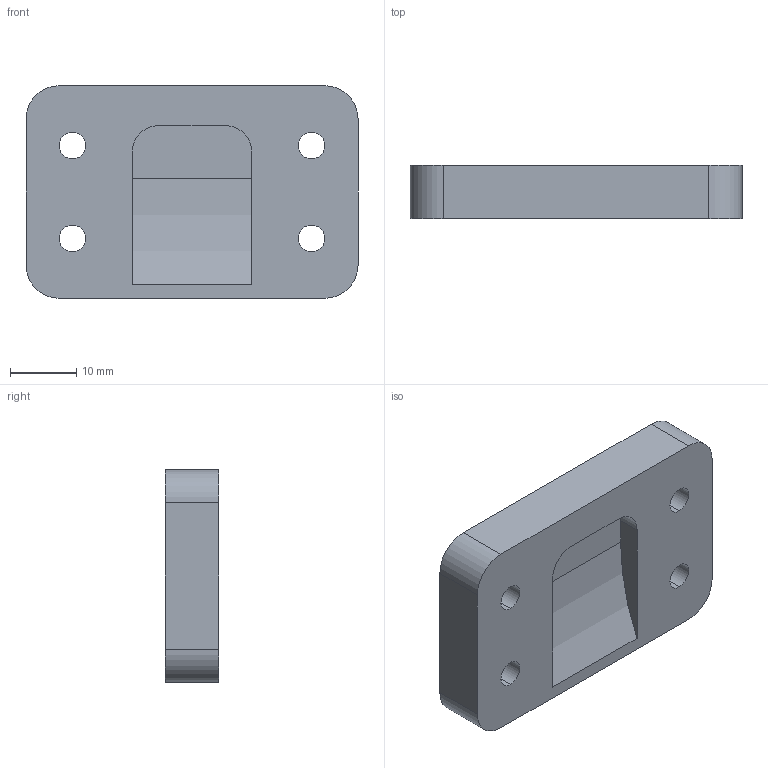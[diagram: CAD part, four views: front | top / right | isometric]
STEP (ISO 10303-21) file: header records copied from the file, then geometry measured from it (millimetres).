
FILE_DESCRIPTION (( 'STEP AP203' ), '1' );
FILE_NAME ('2022-011-Butée plastique-REV01.STEP', '2022-08-03T08:05:24', ( '' ), ( '' ), 'SwSTEP 2.0', 'SolidWorks 2021', '' );
FILE_SCHEMA (( 'CONFIG_CONTROL_DESIGN' ));
Length unit declared in the file: millimetre
Products named in the file (1): 2022-011-Butée plastique-REV01
Bounding box: 50 x 8 x 32 mm (x, y, z)
Volume: 11067.8 mm3; surface area: 4893.5 mm2
Topology: 1 solids, 1 shells, 25 faces, 66 edges, 44 vertices
Faces by surface type: cylinder 15, plane 10
Entity records: 883 total; most frequent: DIRECTION 148, CARTESIAN_POINT 136, ORIENTED_EDGE 132, EDGE_CURVE 66, AXIS2_PLACEMENT_3D 56, VERTEX_POINT 44, VECTOR 36, LINE 36
